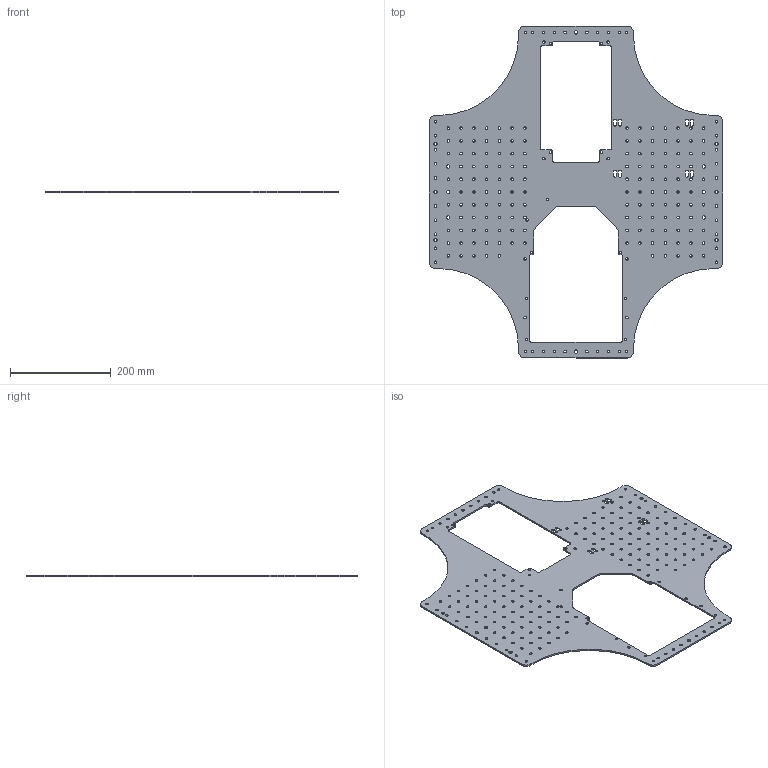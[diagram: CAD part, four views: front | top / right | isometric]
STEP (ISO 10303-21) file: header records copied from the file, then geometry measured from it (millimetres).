
FILE_DESCRIPTION (( 'STEP AP203' ), '1' );
FILE_NAME ('4400-24-P-0105 (1 Pieza - Acero).STEP', '2023-08-07T08:49:01', ( '' ), ( '' ), 'SwSTEP 2.0', 'SolidWorks 2022', '' );
FILE_SCHEMA (( 'CONFIG_CONTROL_DESIGN' ));
Length unit declared in the file: inch
Products named in the file (1): 4400-24-P-0105 (1 Pieza - Acero)
Bounding box: 584.2 x 660.4 x 3.17 mm (x, y, z)
Volume: 623769.1 mm3; surface area: 416856.8 mm2
Topology: 1 solids, 1 shells, 538 faces, 1608 edges, 1072 vertices
Faces by surface type: cylinder 486, plane 52
Entity records: 19675 total; most frequent: DIRECTION 3658, CARTESIAN_POINT 3219, ORIENTED_EDGE 3216, EDGE_CURVE 1608, AXIS2_PLACEMENT_3D 1511, VERTEX_POINT 1072, EDGE_LOOP 994, CIRCLE 972
